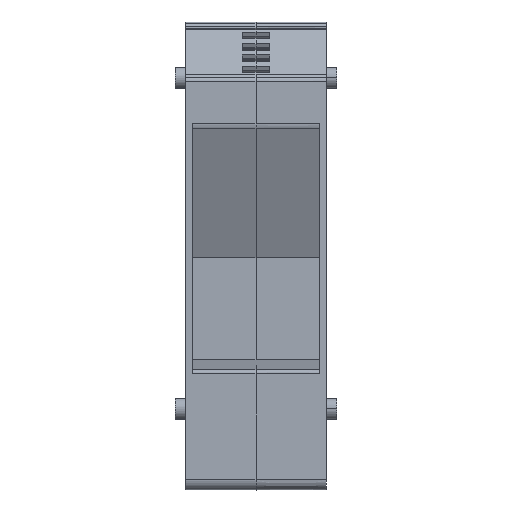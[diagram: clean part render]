
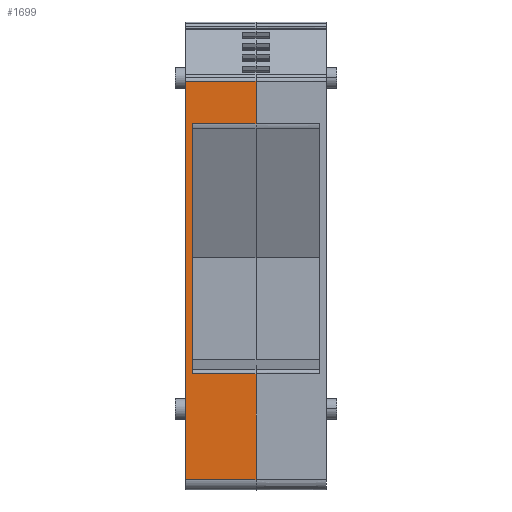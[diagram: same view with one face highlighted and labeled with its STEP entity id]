
A CAD part, front view. The second image highlights one B-rep face of the part: STEP entity #1699.
In plain terms, the highlighted planar face has unit normal (0, -1, 0).
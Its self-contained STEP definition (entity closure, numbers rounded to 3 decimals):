
#1647=AXIS2_PLACEMENT_3D('Plane Axis2P3D',#1644,#1645,#1646) ;
#323=CARTESIAN_POINT('Vertex',(2.,0.,2.)) ;
#326=CARTESIAN_POINT('Line Origine',(2.,0.,40.293)) ;
#330=CARTESIAN_POINT('Vertex',(2.,0.,78.586)) ;
#1629=CARTESIAN_POINT('Vertex',(15.5,0.,2.)) ;
#1632=CARTESIAN_POINT('Line Origine',(8.75,0.,2.)) ;
#1644=CARTESIAN_POINT('Axis2P3D Location',(15.5,0.,78.586)) ;
#1649=CARTESIAN_POINT('Line Origine',(15.5,0.,12.19)) ;
#1653=CARTESIAN_POINT('Vertex',(15.5,0.,22.38)) ;
#1656=CARTESIAN_POINT('Line Origine',(9.35,0.,22.38)) ;
#1660=CARTESIAN_POINT('Vertex',(3.2,0.,22.38)) ;
#1663=CARTESIAN_POINT('Line Origine',(3.2,0.,46.403)) ;
#1667=CARTESIAN_POINT('Vertex',(3.2,0.,70.426)) ;
#1670=CARTESIAN_POINT('Line Origine',(9.35,0.,70.426)) ;
#1674=CARTESIAN_POINT('Vertex',(15.5,0.,70.426)) ;
#1677=CARTESIAN_POINT('Line Origine',(15.5,0.,74.506)) ;
#1681=CARTESIAN_POINT('Vertex',(15.5,0.,78.586)) ;
#1684=CARTESIAN_POINT('Line Origine',(8.75,0.,78.586)) ;
#327=DIRECTION('Vector Direction',(0.,0.,-1.)) ;
#1633=DIRECTION('Vector Direction',(-1.,0.,0.)) ;
#1645=DIRECTION('Axis2P3D Direction',(0.,-1.,0.)) ;
#1646=DIRECTION('Axis2P3D XDirection',(0.,0.,-1.)) ;
#1650=DIRECTION('Vector Direction',(0.,0.,-1.)) ;
#1657=DIRECTION('Vector Direction',(-1.,0.,0.)) ;
#1664=DIRECTION('Vector Direction',(0.,0.,1.)) ;
#1671=DIRECTION('Vector Direction',(-1.,0.,0.)) ;
#1678=DIRECTION('Vector Direction',(0.,0.,-1.)) ;
#1685=DIRECTION('Vector Direction',(1.,0.,0.)) ;
#328=VECTOR('Line Direction',#327,1.) ;
#1634=VECTOR('Line Direction',#1633,1.) ;
#1651=VECTOR('Line Direction',#1650,1.) ;
#1658=VECTOR('Line Direction',#1657,1.) ;
#1665=VECTOR('Line Direction',#1664,1.) ;
#1672=VECTOR('Line Direction',#1671,1.) ;
#1679=VECTOR('Line Direction',#1678,1.) ;
#1686=VECTOR('Line Direction',#1685,1.) ;
#1690=ORIENTED_EDGE('',*,*,#1636,.T.) ;
#1691=ORIENTED_EDGE('',*,*,#1655,.F.) ;
#1692=ORIENTED_EDGE('',*,*,#1662,.T.) ;
#1693=ORIENTED_EDGE('',*,*,#1669,.T.) ;
#1694=ORIENTED_EDGE('',*,*,#1676,.F.) ;
#1695=ORIENTED_EDGE('',*,*,#1683,.T.) ;
#1696=ORIENTED_EDGE('',*,*,#1688,.F.) ;
#1697=ORIENTED_EDGE('',*,*,#332,.F.) ;
#1699=ADVANCED_FACE('GN',(#1698),#1648,.T.) ;
#332=EDGE_CURVE('',#324,#331,#329,.F.) ;
#1636=EDGE_CURVE('',#324,#1630,#1635,.F.) ;
#1655=EDGE_CURVE('',#1654,#1630,#1652,.T.) ;
#1662=EDGE_CURVE('',#1654,#1661,#1659,.T.) ;
#1669=EDGE_CURVE('',#1661,#1668,#1666,.T.) ;
#1676=EDGE_CURVE('',#1675,#1668,#1673,.T.) ;
#1683=EDGE_CURVE('',#1675,#1682,#1680,.F.) ;
#1688=EDGE_CURVE('',#331,#1682,#1687,.T.) ;
#1689=EDGE_LOOP('',(#1690,#1691,#1692,#1693,#1694,#1695,#1696,#1697)) ;
#1698=FACE_OUTER_BOUND('',#1689,.T.) ;
#329=LINE('Line',#326,#328) ;
#1635=LINE('Line',#1632,#1634) ;
#1652=LINE('Line',#1649,#1651) ;
#1659=LINE('Line',#1656,#1658) ;
#1666=LINE('Line',#1663,#1665) ;
#1673=LINE('Line',#1670,#1672) ;
#1680=LINE('Line',#1677,#1679) ;
#1687=LINE('Line',#1684,#1686) ;
#1648=PLANE('',#1647) ;
#324=VERTEX_POINT('',#323) ;
#331=VERTEX_POINT('',#330) ;
#1630=VERTEX_POINT('',#1629) ;
#1654=VERTEX_POINT('',#1653) ;
#1661=VERTEX_POINT('',#1660) ;
#1668=VERTEX_POINT('',#1667) ;
#1675=VERTEX_POINT('',#1674) ;
#1682=VERTEX_POINT('',#1681) ;
